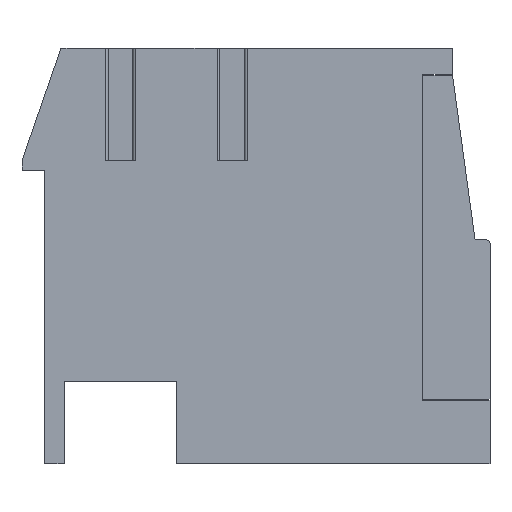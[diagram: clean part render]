
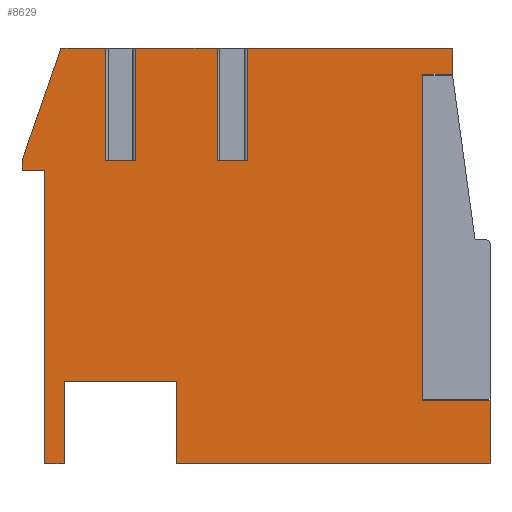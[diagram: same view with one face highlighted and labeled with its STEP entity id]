
A CAD part, left-side view. The second image highlights one B-rep face of the part: STEP entity #8629.
In plain terms, the highlighted planar face has unit normal (-1, 0, 0).
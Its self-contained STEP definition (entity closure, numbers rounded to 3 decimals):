
#734=ORIENTED_EDGE('',*,*,#3268,.T.);
#735=ORIENTED_EDGE('',*,*,#3269,.T.);
#736=ORIENTED_EDGE('',*,*,#3155,.F.);
#737=ORIENTED_EDGE('',*,*,#3270,.F.);
#738=ORIENTED_EDGE('',*,*,#3271,.T.);
#739=ORIENTED_EDGE('',*,*,#3272,.T.);
#740=ORIENTED_EDGE('',*,*,#3180,.F.);
#741=ORIENTED_EDGE('',*,*,#3273,.T.);
#742=ORIENTED_EDGE('',*,*,#3266,.F.);
#743=ORIENTED_EDGE('',*,*,#3264,.F.);
#744=ORIENTED_EDGE('',*,*,#3262,.F.);
#745=ORIENTED_EDGE('',*,*,#3260,.F.);
#746=ORIENTED_EDGE('',*,*,#3258,.F.);
#747=ORIENTED_EDGE('',*,*,#3256,.F.);
#748=ORIENTED_EDGE('',*,*,#3251,.F.);
#749=ORIENTED_EDGE('',*,*,#3249,.F.);
#750=ORIENTED_EDGE('',*,*,#3236,.F.);
#751=ORIENTED_EDGE('',*,*,#3274,.F.);
#752=ORIENTED_EDGE('',*,*,#3234,.F.);
#753=ORIENTED_EDGE('',*,*,#3275,.F.);
#754=ORIENTED_EDGE('',*,*,#3276,.F.);
#755=ORIENTED_EDGE('',*,*,#3163,.F.);
#756=ORIENTED_EDGE('',*,*,#3277,.F.);
#3155=EDGE_CURVE('',#4436,#4437,#5280,.T.);
#3163=EDGE_CURVE('',#4444,#4445,#5284,.T.);
#3180=EDGE_CURVE('',#4458,#4459,#5293,.T.);
#3234=EDGE_CURVE('',#4512,#4510,#5332,.T.);
#3236=EDGE_CURVE('',#4513,#4514,#5334,.T.);
#3249=EDGE_CURVE('',#4514,#4523,#5347,.T.);
#3251=EDGE_CURVE('',#4523,#4524,#5349,.T.);
#3256=EDGE_CURVE('',#4524,#4528,#5351,.T.);
#3258=EDGE_CURVE('',#4528,#4529,#5353,.T.);
#3260=EDGE_CURVE('',#4529,#4530,#5355,.T.);
#3262=EDGE_CURVE('',#4530,#4531,#5357,.T.);
#3264=EDGE_CURVE('',#4531,#4532,#5359,.T.);
#3266=EDGE_CURVE('',#4532,#4533,#5361,.T.);
#3268=EDGE_CURVE('',#4534,#4535,#5363,.T.);
#3269=EDGE_CURVE('',#4535,#4437,#5364,.T.);
#3270=EDGE_CURVE('',#4536,#4436,#5365,.T.);
#3271=EDGE_CURVE('',#4536,#4537,#5366,.T.);
#3272=EDGE_CURVE('',#4537,#4459,#5367,.T.);
#3273=EDGE_CURVE('',#4458,#4533,#5368,.F.);
#3274=EDGE_CURVE('',#4510,#4513,#5369,.T.);
#3275=EDGE_CURVE('',#4538,#4512,#5370,.T.);
#3276=EDGE_CURVE('',#4445,#4538,#5371,.T.);
#3277=EDGE_CURVE('',#4534,#4444,#5372,.T.);
#4436=VERTEX_POINT('',#12641);
#4437=VERTEX_POINT('',#12642);
#4444=VERTEX_POINT('',#12656);
#4445=VERTEX_POINT('',#12658);
#4458=VERTEX_POINT('',#12687);
#4459=VERTEX_POINT('',#12689);
#4510=VERTEX_POINT('',#12800);
#4512=VERTEX_POINT('',#12804);
#4513=VERTEX_POINT('',#12808);
#4514=VERTEX_POINT('',#12810);
#4523=VERTEX_POINT('',#12833);
#4524=VERTEX_POINT('',#12837);
#4528=VERTEX_POINT('',#12847);
#4529=VERTEX_POINT('',#12851);
#4530=VERTEX_POINT('',#12855);
#4531=VERTEX_POINT('',#12859);
#4532=VERTEX_POINT('',#12863);
#4533=VERTEX_POINT('',#12867);
#4534=VERTEX_POINT('',#12871);
#4535=VERTEX_POINT('',#12872);
#4536=VERTEX_POINT('',#12875);
#4537=VERTEX_POINT('',#12877);
#4538=VERTEX_POINT('',#12882);
#5280=LINE('',#12640,#6241);
#5284=LINE('',#12657,#6245);
#5293=LINE('',#12688,#6254);
#5332=LINE('',#12805,#6293);
#5334=LINE('',#12809,#6295);
#5347=LINE('',#12832,#6308);
#5349=LINE('',#12836,#6310);
#5351=LINE('',#12846,#6312);
#5353=LINE('',#12850,#6314);
#5355=LINE('',#12854,#6316);
#5357=LINE('',#12858,#6318);
#5359=LINE('',#12862,#6320);
#5361=LINE('',#12866,#6322);
#5363=LINE('',#12870,#6324);
#5364=LINE('',#12873,#6325);
#5365=LINE('',#12874,#6326);
#5366=LINE('',#12876,#6327);
#5367=LINE('',#12878,#6328);
#5368=LINE('',#12879,#6329);
#5369=LINE('',#12880,#6330);
#5370=LINE('',#12881,#6331);
#5371=LINE('',#12883,#6332);
#5372=LINE('',#12884,#6333);
#6241=VECTOR('',#10082,1000.);
#6245=VECTOR('',#10094,1000.);
#6254=VECTOR('',#10119,1000.);
#6293=VECTOR('',#10206,1000.);
#6295=VECTOR('',#10210,1000.);
#6308=VECTOR('',#10225,1000.);
#6310=VECTOR('',#10229,1000.);
#6312=VECTOR('',#10239,1000.);
#6314=VECTOR('',#10243,1000.);
#6316=VECTOR('',#10247,1000.);
#6318=VECTOR('',#10251,1000.);
#6320=VECTOR('',#10255,1000.);
#6322=VECTOR('',#10259,1000.);
#6324=VECTOR('',#10263,1000.);
#6325=VECTOR('',#10264,1000.);
#6326=VECTOR('',#10265,1000.);
#6327=VECTOR('',#10266,1000.);
#6328=VECTOR('',#10267,1000.);
#6329=VECTOR('',#10268,1000.);
#6330=VECTOR('',#10269,1000.);
#6331=VECTOR('',#10270,1000.);
#6332=VECTOR('',#10271,1000.);
#6333=VECTOR('',#10272,1000.);
#7211=EDGE_LOOP('',(#734,#735,#736,#737,#738,#739,#740,#741,#742,#743,#744,
#745,#746,#747,#748,#749,#750,#751,#752,#753,#754,#755,#756));
#7770=FACE_BOUND('',#7211,.T.);
#8304=PLANE('',#9298);
#8629=ADVANCED_FACE('',(#7770),#8304,.F.);
#9298=AXIS2_PLACEMENT_3D('',#12869,#10261,#10262);
#10082=DIRECTION('',(0.,-1.,0.));
#10094=DIRECTION('',(0.,-1.,0.));
#10119=DIRECTION('',(0.,-1.,0.));
#10206=DIRECTION('',(0.,0.,-1.));
#10210=DIRECTION('',(0.,0.,-1.));
#10225=DIRECTION('',(0.,1.,0.));
#10229=DIRECTION('',(0.,0.,1.));
#10239=DIRECTION('',(0.,1.,0.));
#10243=DIRECTION('',(0.,0.,-1.));
#10247=DIRECTION('',(0.,1.,0.));
#10251=DIRECTION('',(0.,0.,1.));
#10255=DIRECTION('',(0.,1.,0.));
#10259=DIRECTION('',(0.,0.,1.));
#10261=DIRECTION('',(1.,0.,0.));
#10262=DIRECTION('',(0.,0.,-1.));
#10263=DIRECTION('',(0.,1.,0.));
#10264=DIRECTION('',(0.,0.,1.));
#10265=DIRECTION('',(0.,0.,1.));
#10266=DIRECTION('',(0.,1.,0.));
#10267=DIRECTION('',(0.,0.,1.));
#10268=DIRECTION('',(0.,-0.328,0.945));
#10269=DIRECTION('',(0.,-1.,0.));
#10270=DIRECTION('',(0.,1.,0.));
#10271=DIRECTION('',(0.,0.,-1.));
#10272=DIRECTION('',(0.,0.,1.));
#12640=CARTESIAN_POINT('',(-5.715,6.25,5.55));
#12641=CARTESIAN_POINT('',(-5.715,3.218,5.55));
#12642=CARTESIAN_POINT('',(-5.715,1.037,5.55));
#12656=CARTESIAN_POINT('',(-5.715,0.234,5.55));
#12657=CARTESIAN_POINT('',(-5.715,6.25,5.55));
#12658=CARTESIAN_POINT('',(-5.715,-5.25,5.55));
#12687=CARTESIAN_POINT('',(-5.715,5.21,5.55));
#12688=CARTESIAN_POINT('',(-5.715,6.25,5.55));
#12689=CARTESIAN_POINT('',(-5.715,4.022,5.55));
#12800=CARTESIAN_POINT('',(-5.715,-4.45,-3.85));
#12804=CARTESIAN_POINT('',(-5.715,-4.45,4.85));
#12805=CARTESIAN_POINT('',(-5.715,-4.45,4.85));
#12808=CARTESIAN_POINT('',(-5.715,-6.25,-3.85));
#12809=CARTESIAN_POINT('',(-5.715,-6.25,5.55));
#12810=CARTESIAN_POINT('',(-5.715,-6.25,-5.55));
#12832=CARTESIAN_POINT('',(-5.715,-6.25,-5.55));
#12833=CARTESIAN_POINT('',(-5.715,2.12,-5.55));
#12836=CARTESIAN_POINT('',(-5.715,2.12,-3.35));
#12837=CARTESIAN_POINT('',(-5.715,2.12,-3.35));
#12846=CARTESIAN_POINT('',(-5.715,5.12,-3.35));
#12847=CARTESIAN_POINT('',(-5.715,5.12,-3.35));
#12850=CARTESIAN_POINT('',(-5.715,5.12,-5.55));
#12851=CARTESIAN_POINT('',(-5.715,5.12,-5.55));
#12854=CARTESIAN_POINT('',(-5.715,5.12,-5.55));
#12855=CARTESIAN_POINT('',(-5.715,5.65,-5.55));
#12858=CARTESIAN_POINT('',(-5.715,5.65,-5.55));
#12859=CARTESIAN_POINT('',(-5.715,5.65,2.29));
#12862=CARTESIAN_POINT('',(-5.715,5.65,2.29));
#12863=CARTESIAN_POINT('',(-5.715,6.25,2.29));
#12866=CARTESIAN_POINT('',(-5.715,6.25,2.29));
#12867=CARTESIAN_POINT('',(-5.715,6.25,2.55));
#12869=CARTESIAN_POINT('',(-5.715,0.,0.));
#12870=CARTESIAN_POINT('',(-5.715,0.234,2.55));
#12871=CARTESIAN_POINT('',(-5.715,0.234,2.55));
#12872=CARTESIAN_POINT('',(-5.715,1.037,2.55));
#12873=CARTESIAN_POINT('',(-5.715,1.037,2.55));
#12874=CARTESIAN_POINT('',(-5.715,3.218,2.55));
#12875=CARTESIAN_POINT('',(-5.715,3.218,2.55));
#12876=CARTESIAN_POINT('',(-5.715,3.218,2.55));
#12877=CARTESIAN_POINT('',(-5.715,4.022,2.55));
#12878=CARTESIAN_POINT('',(-5.715,4.022,2.55));
#12879=CARTESIAN_POINT('',(-5.715,5.21,5.55));
#12880=CARTESIAN_POINT('',(-5.715,-4.45,-3.85));
#12881=CARTESIAN_POINT('',(-5.715,-5.25,4.85));
#12882=CARTESIAN_POINT('',(-5.715,-5.25,4.85));
#12883=CARTESIAN_POINT('',(-5.715,-5.25,5.55));
#12884=CARTESIAN_POINT('',(-5.715,0.234,2.55));
